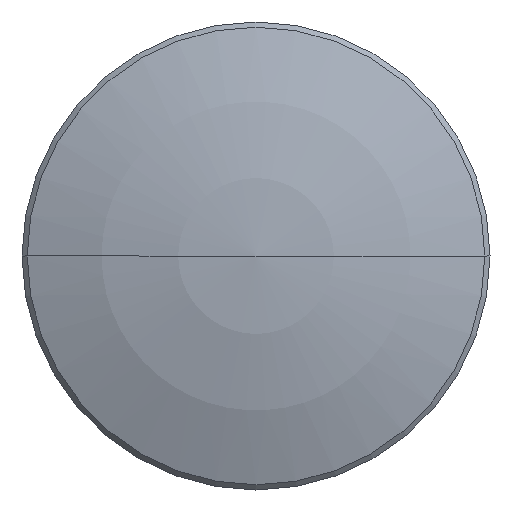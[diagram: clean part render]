
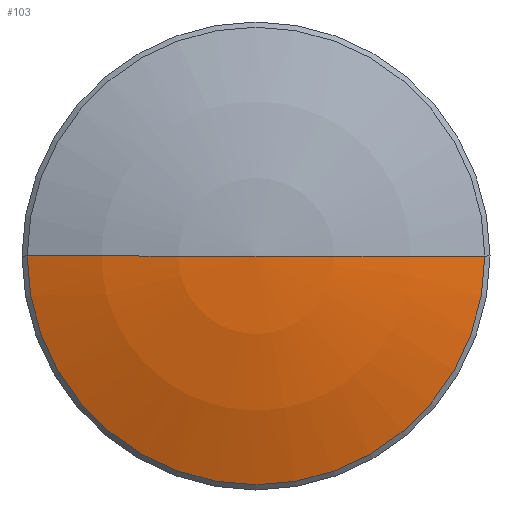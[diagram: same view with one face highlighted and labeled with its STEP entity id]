
A CAD part, left-side view. The second image highlights one B-rep face of the part: STEP entity #103.
In plain terms, the highlighted toroidal (fillet/blend) face has major radius 0.055 mm and minor radius 17.7 mm.
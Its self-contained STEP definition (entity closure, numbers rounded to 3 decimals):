
#23 = VERTEX_POINT ( 'NONE', #120 ) ;
#26 = VERTEX_POINT ( 'NONE', #119 ) ;
#35 = EDGE_CURVE ( 'NONE', #23, #39, #110, .T. ) ;
#36 = ORIENTED_EDGE ( 'NONE', *, *, #48, .T. ) ;
#39 = VERTEX_POINT ( 'NONE', #92 ) ;
#41 = EDGE_CURVE ( 'NONE', #26, #39, #112, .T. ) ;
#48 = EDGE_CURVE ( 'NONE', #26, #23, #214, .T. ) ;
#49 = ORIENTED_EDGE ( 'NONE', *, *, #35, .T. ) ;
#52 = EDGE_LOOP ( 'NONE', ( #147, #36, #49 ) ) ;
#88 = DIRECTION ( 'NONE',  ( -1., 0., 0. ) ) ;
#89 = DIRECTION ( 'NONE',  ( 0., 0., -1. ) ) ;
#90 = CARTESIAN_POINT ( 'NONE',  ( 15.6, 0.055, 0. ) ) ;
#91 = AXIS2_PLACEMENT_3D ( 'NONE', #90, #89, #88 ) ;
#92 = CARTESIAN_POINT ( 'NONE',  ( -2.1, 0., 0. ) ) ;
#103 = ADVANCED_FACE ( 'NONE', ( #181 ), #208, .T. ) ;
#110 = CIRCLE ( 'NONE', #91, 17.7 ) ;
#112 = CIRCLE ( 'NONE', #130, 17.7 ) ;
#119 = CARTESIAN_POINT ( 'NONE',  ( -0.955, 6.209, 0. ) ) ;
#120 = CARTESIAN_POINT ( 'NONE',  ( -0.955, -6.209, 0. ) ) ;
#129 = DIRECTION ( 'NONE',  ( 0., -1., 0. ) ) ;
#130 = AXIS2_PLACEMENT_3D ( 'NONE', #132, #152, #129 ) ;
#132 = CARTESIAN_POINT ( 'NONE',  ( 15.6, -0.055, 0. ) ) ;
#147 = ORIENTED_EDGE ( 'NONE', *, *, #41, .F. ) ;
#152 = DIRECTION ( 'NONE',  ( 0., 0., 1. ) ) ;
#181 = FACE_OUTER_BOUND ( 'NONE', #52, .T. ) ;
#198 = CARTESIAN_POINT ( 'NONE',  ( 15.6, 0., 0. ) ) ;
#207 = AXIS2_PLACEMENT_3D ( 'NONE', #198, #235, #234 ) ;
#208 = TOROIDAL_SURFACE ( 'NONE', #207, -0.055, 17.7 ) ;
#211 = DIRECTION ( 'NONE',  ( -1., 0., 0. ) ) ;
#214 = CIRCLE ( 'NONE', #252, 6.209 ) ;
#215 = DIRECTION ( 'NONE',  ( 0., -1., 0. ) ) ;
#234 = DIRECTION ( 'NONE',  ( 0., -1., 0. ) ) ;
#235 = DIRECTION ( 'NONE',  ( -1., 0., 0. ) ) ;
#250 = CARTESIAN_POINT ( 'NONE',  ( -0.955, 0., 0. ) ) ;
#252 = AXIS2_PLACEMENT_3D ( 'NONE', #250, #211, #215 ) ;
